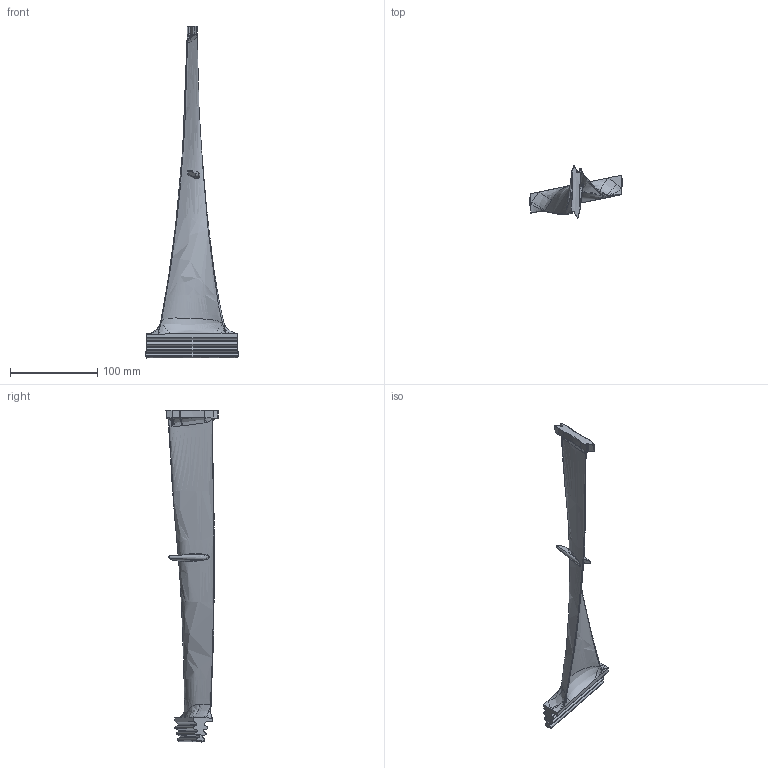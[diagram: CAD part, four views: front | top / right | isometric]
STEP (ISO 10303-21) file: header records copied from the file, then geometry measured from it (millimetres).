
FILE_DESCRIPTION (( 'STEP AP203' ), '1' );
FILE_NAME ('实体-缩放1：3叶片blade.STEP', '2019-07-23T09:13:52', ( '' ), ( '' ), 'SwSTEP 2.0', 'SolidWorks 2016', '' );
FILE_SCHEMA (( 'CONFIG_CONTROL_DESIGN' ));
Length unit declared in the file: millimetre
Products named in the file (1): 实体-缩放1：3叶片blade
Bounding box: 106.34 x 59.62 x 379.99 mm (x, y, z)
Volume: 122679.9 mm3; surface area: 54482.5 mm2
Topology: 1 solids, 1 shells, 236 faces, 605 edges, 368 vertices
Faces by surface type: bspline 136, cylinder 55, plane 45
Entity records: 26765 total; most frequent: CARTESIAN_POINT 22631, ORIENTED_EDGE 1200, EDGE_CURVE 600, VERTEX_POINT 368, B_SPLINE_CURVE_WITH_KNOTS 361, DIRECTION 333, EDGE_LOOP 238, FACE_OUTER_BOUND 236
